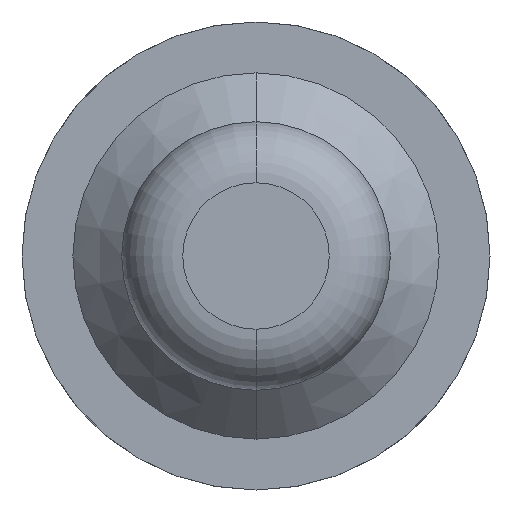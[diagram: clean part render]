
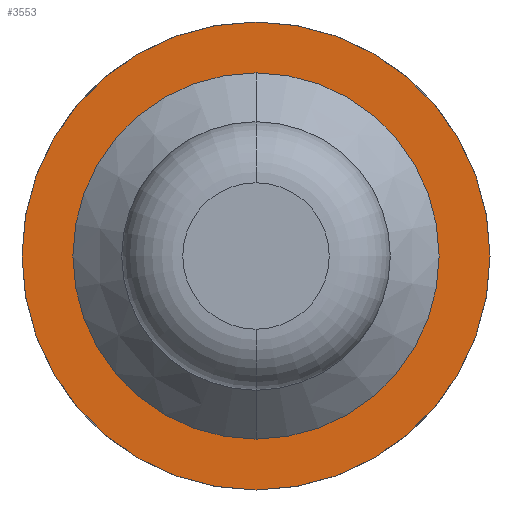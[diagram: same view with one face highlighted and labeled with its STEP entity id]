
A CAD part, front view. The second image highlights one B-rep face of the part: STEP entity #3553.
In plain terms, the highlighted planar face has unit normal (0, -1, 0).
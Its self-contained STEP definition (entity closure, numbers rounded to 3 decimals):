
#1 = ORIENTED_EDGE ( 'NONE', *, *, #3017, .F. ) ;
#124 = CARTESIAN_POINT ( 'NONE',  ( 0., -1.7, -0.575 ) ) ;
#287 = CARTESIAN_POINT ( 'NONE',  ( 0., -1.7, -0.35 ) ) ;
#466 = DIRECTION ( 'NONE',  ( 0., 0., -1. ) ) ;
#487 = CARTESIAN_POINT ( 'NONE',  ( 0., -1.7, 0. ) ) ;
#526 = CARTESIAN_POINT ( 'NONE',  ( 0.35, -1.7, 0. ) ) ;
#763 = AXIS2_PLACEMENT_3D ( 'NONE', #1117, #1743, #466 ) ;
#766 = ORIENTED_EDGE ( 'NONE', *, *, #2776, .F. ) ;
#774 = DIRECTION ( 'NONE',  ( 0., -1., 0. ) ) ;
#799 = CIRCLE ( 'NONE', #1590, 0.575 ) ;
#828 = EDGE_CURVE ( 'Defeature ausgef�hrt2_11+Defeature ausgef�hrt2_12+Defeature ausgef�hrt2_12+Defeature ausgef�hrt2_12', #2772, #1364, #1562, .T. ) ;
#852 = DIRECTION ( 'NONE',  ( 0., 0., -1. ) ) ;
#895 = CARTESIAN_POINT ( 'NONE',  ( 0., -1.7, 0. ) ) ;
#910 = DIRECTION ( 'NONE',  ( 0., -1., 0. ) ) ;
#962 = EDGE_LOOP ( 'NONE', ( #766, #1 ) ) ;
#1005 = FACE_OUTER_BOUND ( 'NONE', #3295, .T. ) ;
#1078 = AXIS2_PLACEMENT_3D ( 'NONE', #526, #2689, #2086 ) ;
#1117 = CARTESIAN_POINT ( 'NONE',  ( 0., -1.7, 0. ) ) ;
#1364 = VERTEX_POINT ( 'NONE', #124 ) ;
#1401 = DIRECTION ( 'NONE',  ( 0., 0., -1. ) ) ;
#1423 = DIRECTION ( 'NONE',  ( 0., -1., 0. ) ) ;
#1436 = FACE_BOUND ( 'NONE', #962, .T. ) ;
#1453 = ORIENTED_EDGE ( 'NONE', *, *, #3703, .T. ) ;
#1562 = CIRCLE ( 'NONE', #3450, 0.575 ) ;
#1590 = AXIS2_PLACEMENT_3D ( 'NONE', #895, #910, #852 ) ;
#1638 = ORIENTED_EDGE ( 'NONE', *, *, #828, .T. ) ;
#1743 = DIRECTION ( 'NONE',  ( 0., -1., 0. ) ) ;
#2086 = DIRECTION ( 'NONE',  ( 0., 0., -1. ) ) ;
#2142 = VERTEX_POINT ( 'NONE', #287 ) ;
#2373 = VERTEX_POINT ( 'NONE', #3002 ) ;
#2667 = CARTESIAN_POINT ( 'NONE',  ( 0., -1.7, 0. ) ) ;
#2689 = DIRECTION ( 'NONE',  ( 0., -1., 0. ) ) ;
#2703 = CARTESIAN_POINT ( 'NONE',  ( 0., -1.7, 0.575 ) ) ;
#2709 = DIRECTION ( 'NONE',  ( 0., 0., -1. ) ) ;
#2772 = VERTEX_POINT ( 'NONE', #2703 ) ;
#2776 = EDGE_CURVE ( 'Defeature ausgef�hrt2_10+Defeature ausgef�hrt2_11+Defeature ausgef�hrt2_11+Defeature ausgef�hrt2_11', #2142, #2373, #2965, .T. ) ;
#2965 = CIRCLE ( 'NONE', #763, 0.35 ) ;
#3002 = CARTESIAN_POINT ( 'NONE',  ( 0., -1.7, 0.35 ) ) ;
#3017 = EDGE_CURVE ( 'Defeature ausgef�hrt2_10+Defeature ausgef�hrt2_11+Defeature ausgef�hrt2_11+Defeature ausgef�hrt2_11', #2373, #2142, #4031, .T. ) ;
#3032 = PLANE ( 'NONE',  #1078 ) ;
#3295 = EDGE_LOOP ( 'NONE', ( #1453, #1638 ) ) ;
#3450 = AXIS2_PLACEMENT_3D ( 'NONE', #2667, #774, #1401 ) ;
#3477 = AXIS2_PLACEMENT_3D ( 'NONE', #487, #1423, #2709 ) ;
#3553 = ADVANCED_FACE ( 'Defeature ausgef�hrt2_11', ( #1005, #1436 ), #3032, .T. ) ;
#3703 = EDGE_CURVE ( 'Defeature ausgef�hrt2_11+Defeature ausgef�hrt2_12+Defeature ausgef�hrt2_12+Defeature ausgef�hrt2_12', #1364, #2772, #799, .T. ) ;
#4031 = CIRCLE ( 'NONE', #3477, 0.35 ) ;
